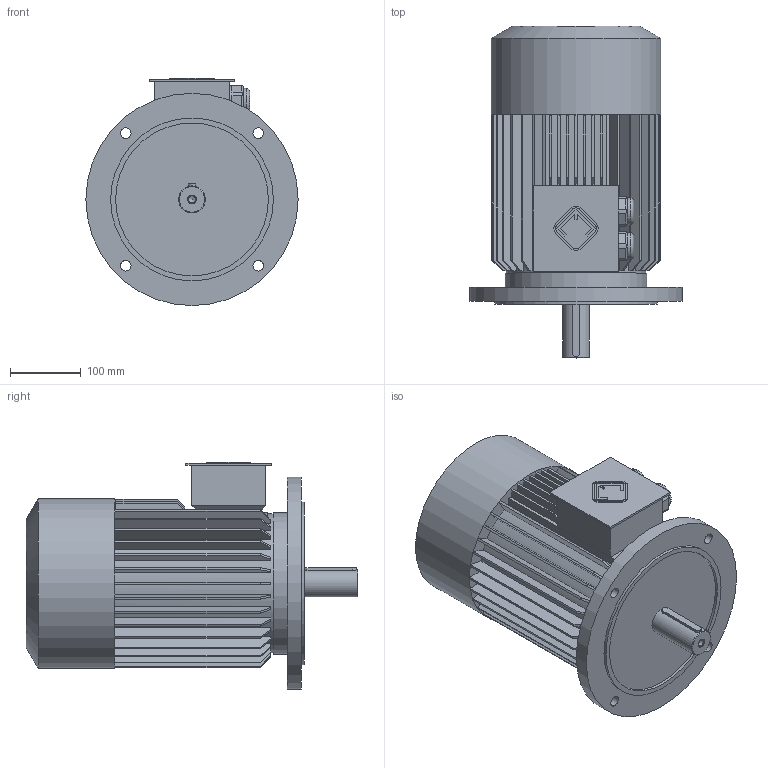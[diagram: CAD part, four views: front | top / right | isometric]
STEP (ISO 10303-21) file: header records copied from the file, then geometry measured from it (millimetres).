
FILE_DESCRIPTION(/* description */ ('Unknown'),/* implementation_level */ '2;1');
FILE_NAME(/* name */ 'AIS132S_В5',/* time_stamp */ '2021-03-24T13:12:16+03:00',/* author */ ('Unknown'),/* organization */ ('Unknown'),/* preprocessor_version */ 'ST-DEVELOPER v16',/* originating_system */ 'DEX',/* authorisation */ $);
FILE_SCHEMA (('AUTOMOTIVE_DESIGN {1 0 10303 214 3 1 1}'));
Length unit declared in the file: millimetre
Products named in the file (1): AIS132S_ﾂ5
Bounding box: 300 x 469 x 321 mm (x, y, z)
Volume: 15808331.9 mm3; surface area: 793677.2 mm2
Topology: 1 solids, 1 shells, 337 faces, 932 edges, 617 vertices
Faces by surface type: plane 242, cylinder 58, cone 35, torus 2
Full cylindrical faces by diameter (mm): 10.106 x2, 15 x4, 38 x1, 38.002 x2, 45.5 x2, 197 x1, 200 x1, 216 x1, 230 x1, 240 x1, 300 x1
Entity records: 13148 total; most frequent: CARTESIAN_POINT 2224, ORIENTED_EDGE 1780, DIRECTION 1758, EDGE_CURVE 890, VERTEX_POINT 600, AXIS2_PLACEMENT_3D 594, LINE 570, VECTOR 570
